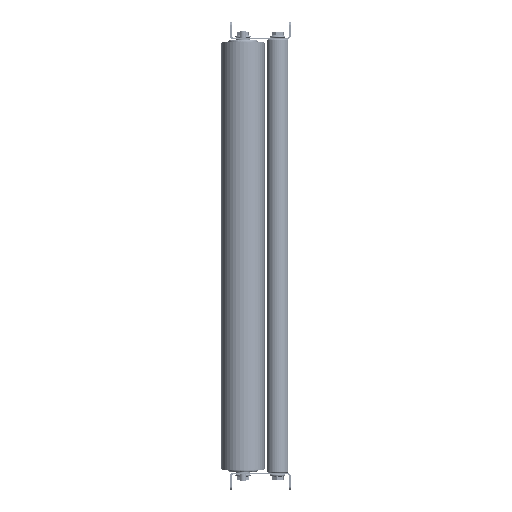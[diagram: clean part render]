
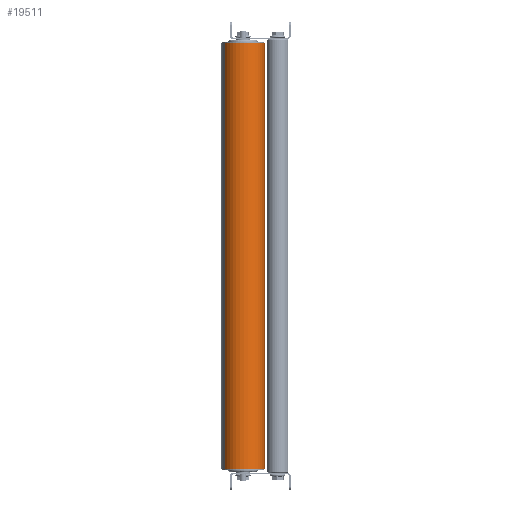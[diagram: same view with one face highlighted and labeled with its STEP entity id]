
A CAD part, left-side view. The second image highlights one B-rep face of the part: STEP entity #19511.
In plain terms, the highlighted cylindrical face has radius 25 mm (diameter 50 mm), a partial arc.
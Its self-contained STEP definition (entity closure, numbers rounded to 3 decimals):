
#930 = VERTEX_POINT ( 'NONE', #11557 ) ;
#2395 = CARTESIAN_POINT ( 'NONE',  ( 492.6, 0., -25. ) ) ;
#2858 = DIRECTION ( 'NONE',  ( 1., 0., 0. ) ) ;
#3952 = DIRECTION ( 'NONE',  ( 0., 0., 1. ) ) ;
#4532 = EDGE_LOOP ( 'NONE', ( #34122, #49314, #37150, #16192 ) ) ;
#10692 = VERTEX_POINT ( 'NONE', #14225 ) ;
#11557 = CARTESIAN_POINT ( 'NONE',  ( 492.6, 0., -25. ) ) ;
#12100 = CARTESIAN_POINT ( 'NONE',  ( 492.6, 0., 0. ) ) ;
#12365 = DIRECTION ( 'NONE',  ( 1., 0., 0. ) ) ;
#13353 = DIRECTION ( 'NONE',  ( -1., 0., 0. ) ) ;
#14225 = CARTESIAN_POINT ( 'NONE',  ( 0., 0., -25. ) ) ;
#14270 = AXIS2_PLACEMENT_3D ( 'NONE', #50985, #2858, #47036 ) ;
#16192 = ORIENTED_EDGE ( 'NONE', *, *, #17593, .F. ) ;
#17593 = EDGE_CURVE ( 'NONE', #49258, #51512, #18123, .T. ) ;
#17711 = AXIS2_PLACEMENT_3D ( 'NONE', #32503, #28023, #3952 ) ;
#18123 = LINE ( 'NONE', #37426, #47888 ) ;
#18496 = EDGE_CURVE ( 'NONE', #10692, #51512, #30297, .T. ) ;
#19127 = EDGE_CURVE ( 'NONE', #930, #10692, #30961, .T. ) ;
#19511 = ADVANCED_FACE ( 'Fl�che1', ( #41223 ), #44423, .T. ) ;
#24584 = CARTESIAN_POINT ( 'NONE',  ( 0., 0., 25. ) ) ;
#25937 = CIRCLE ( 'NONE', #52057, 25. ) ;
#27077 = EDGE_CURVE ( 'NONE', #930, #49258, #25937, .T. ) ;
#27801 = VECTOR ( 'NONE', #42083, 1000. ) ;
#28023 = DIRECTION ( 'NONE',  ( -1., 0., 0. ) ) ;
#30297 = CIRCLE ( 'NONE', #14270, 25. ) ;
#30961 = LINE ( 'NONE', #2395, #27801 ) ;
#32503 = CARTESIAN_POINT ( 'NONE',  ( 492.6, 0., 0. ) ) ;
#34122 = ORIENTED_EDGE ( 'NONE', *, *, #27077, .F. ) ;
#37150 = ORIENTED_EDGE ( 'NONE', *, *, #18496, .T. ) ;
#37426 = CARTESIAN_POINT ( 'NONE',  ( 492.6, 0., 25. ) ) ;
#41223 = FACE_OUTER_BOUND ( 'NONE', #4532, .T. ) ;
#42083 = DIRECTION ( 'NONE',  ( -1., 0., 0. ) ) ;
#44423 = CYLINDRICAL_SURFACE ( 'NONE', #17711, 25. ) ;
#44621 = DIRECTION ( 'NONE',  ( 0., 0., -1. ) ) ;
#47036 = DIRECTION ( 'NONE',  ( 0., 0., -1. ) ) ;
#47888 = VECTOR ( 'NONE', #13353, 1000. ) ;
#49258 = VERTEX_POINT ( 'NONE', #50282 ) ;
#49314 = ORIENTED_EDGE ( 'NONE', *, *, #19127, .T. ) ;
#50282 = CARTESIAN_POINT ( 'NONE',  ( 492.6, 0., 25. ) ) ;
#50985 = CARTESIAN_POINT ( 'NONE',  ( 0., 0., 0. ) ) ;
#51512 = VERTEX_POINT ( 'NONE', #24584 ) ;
#52057 = AXIS2_PLACEMENT_3D ( 'NONE', #12100, #12365, #44621 ) ;
